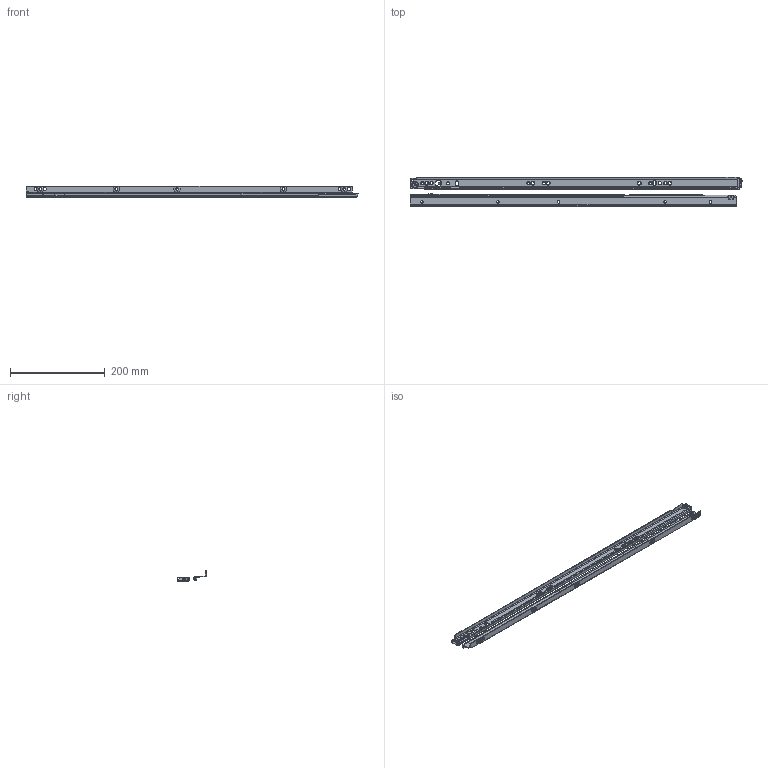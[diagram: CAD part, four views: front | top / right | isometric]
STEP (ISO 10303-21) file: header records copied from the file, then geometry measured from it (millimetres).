
FILE_DESCRIPTION (( 'STEP AP214' ), '1' );
FILE_NAME ('FR_6500.0700mm_28inch_closed_left.STEP', '2022-11-15T13:59:21', ( '' ), ( '' ), 'SwSTEP 2.0', 'SolidWorks 2020', '' );
FILE_SCHEMA (( 'AUTOMOTIVE_DESIGN' ));
Length unit declared in the file: millimetre
Products named in the file (6): 6500.XXX-01.0000.li_NL 700; FR_6500.0700mm_28inch_closed_left; 6500.XXX-01.0000.LI_NL =  700; AG-008; 6500.XXX-03.0000.li_NL 700; 6500.XXX-03.0000.LI_NL =  700
Assembly tree (5 placements, depth 3):
  FR_6500.0700mm_28inch_closed_left
    6500.XXX-01.0000.LI_NL =  700
      6500.XXX-01.0000.li_NL 700
      AG-008
    6500.XXX-03.0000.LI_NL =  700
      6500.XXX-03.0000.li_NL 700
Bounding box: 699.3 x 62.58 x 23.24 mm (x, y, z)
Volume: 84991.6 mm3; surface area: 119268.9 mm2
Topology: 3 solids, 3 shells, 877 faces, 2167 edges, 1334 vertices
Faces by surface type: cylinder 342, plane 324, cone 104, torus 59, bspline 44, sphere 4
Entity records: 28694 total; most frequent: CARTESIAN_POINT 7848, DIRECTION 4380, ORIENTED_EDGE 4322, EDGE_CURVE 2161, AXIS2_PLACEMENT_3D 1708, VERTEX_POINT 1334, EDGE_LOOP 995, VECTOR 964
